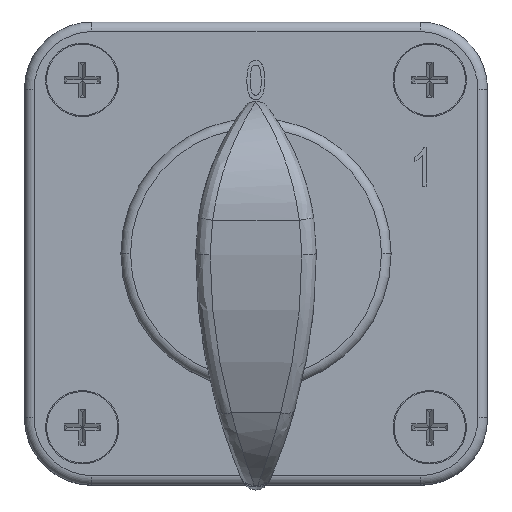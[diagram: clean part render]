
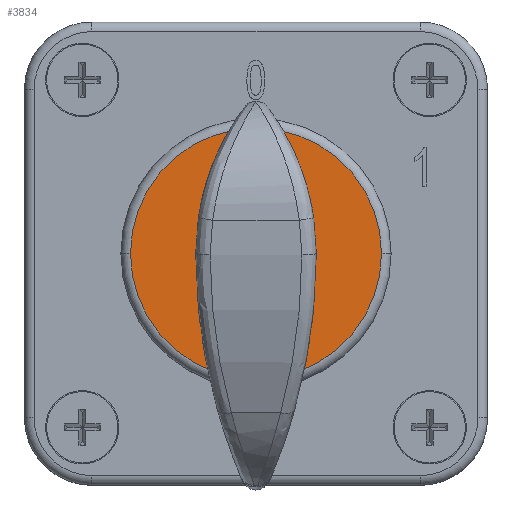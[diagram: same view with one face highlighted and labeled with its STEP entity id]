
A CAD part, top view. The second image highlights one B-rep face of the part: STEP entity #3834.
In plain terms, the highlighted planar face has unit normal (0, 0, 1).
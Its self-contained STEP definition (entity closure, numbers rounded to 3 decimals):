
#204 = EDGE_CURVE ( 'NONE', #12241, #980, #11244, .T. ) ;
#980 = VERTEX_POINT ( 'NONE', #4278 ) ;
#1606 = CARTESIAN_POINT ( 'NONE',  ( 0., 0., 14.8 ) ) ;
#1896 = PLANE ( 'NONE',  #6785 ) ;
#2566 = DIRECTION ( 'NONE',  ( 1., 0., 0. ) ) ;
#2852 = CARTESIAN_POINT ( 'NONE',  ( 0., 0., 14.8 ) ) ;
#3575 = EDGE_CURVE ( 'NONE', #980, #12241, #4213, .T. ) ;
#3636 = FACE_OUTER_BOUND ( 'NONE', #7783, .T. ) ;
#3834 = ADVANCED_FACE ( 'NONE', ( #3636 ), #1896, .T. ) ;
#3835 = DIRECTION ( 'NONE',  ( 1., 0., 0. ) ) ;
#4213 = CIRCLE ( 'NONE', #6893, 13. ) ;
#4278 = CARTESIAN_POINT ( 'NONE',  ( 13., 0., 14.8 ) ) ;
#5520 = DIRECTION ( 'NONE',  ( 0., 0., 1. ) ) ;
#6061 = CARTESIAN_POINT ( 'NONE',  ( -13., 0., 14.8 ) ) ;
#6785 = AXIS2_PLACEMENT_3D ( 'NONE', #2852, #9362, #3835 ) ;
#6893 = AXIS2_PLACEMENT_3D ( 'NONE', #11110, #5520, #12078 ) ;
#7783 = EDGE_LOOP ( 'NONE', ( #9073, #11887 ) ) ;
#8167 = DIRECTION ( 'NONE',  ( 0., 0., 1. ) ) ;
#8598 = AXIS2_PLACEMENT_3D ( 'NONE', #1606, #8167, #2566 ) ;
#9073 = ORIENTED_EDGE ( 'NONE', *, *, #3575, .T. ) ;
#9362 = DIRECTION ( 'NONE',  ( 0., 0., 1. ) ) ;
#11110 = CARTESIAN_POINT ( 'NONE',  ( 0., 0., 14.8 ) ) ;
#11244 = CIRCLE ( 'NONE', #8598, 13. ) ;
#11887 = ORIENTED_EDGE ( 'NONE', *, *, #204, .T. ) ;
#12078 = DIRECTION ( 'NONE',  ( 1., 0., 0. ) ) ;
#12241 = VERTEX_POINT ( 'NONE', #6061 ) ;
